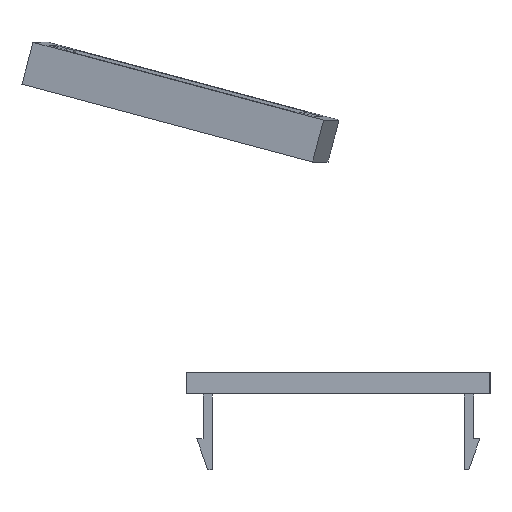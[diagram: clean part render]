
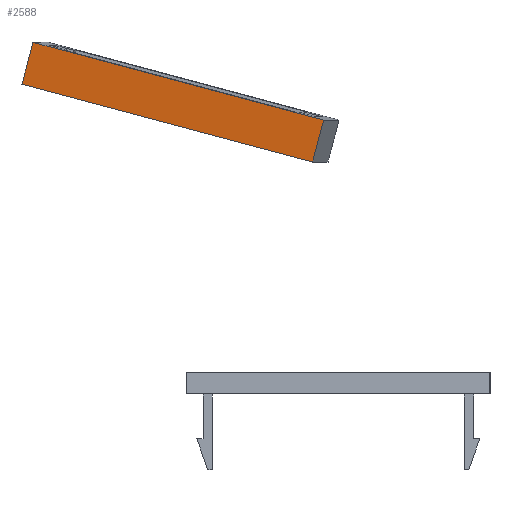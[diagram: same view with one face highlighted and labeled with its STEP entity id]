
A CAD part, left-side view. The second image highlights one B-rep face of the part: STEP entity #2588.
In plain terms, the highlighted planar face has unit normal (-0.989, 0.151, 0).
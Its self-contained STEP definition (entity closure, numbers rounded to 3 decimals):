
#2030 = EDGE_CURVE('',#2031,#2033,#2035,.T.);
#2031 = VERTEX_POINT('',#2032);
#2032 = CARTESIAN_POINT('',(-89.124,4.147,
    37.383));
#2033 = VERTEX_POINT('',#2034);
#2034 = CARTESIAN_POINT('',(-81.975,50.977,
    49.909));
#2035 = SURFACE_CURVE('',#2036,(#2040,#2052),.PCURVE_S1.);
#2036 = LINE('',#2037,#2038);
#2037 = CARTESIAN_POINT('',(-89.124,4.147,
    37.383));
#2038 = VECTOR('',#2039,1.);
#2039 = DIRECTION('',(0.146,0.956,0.256));
#2040 = PCURVE('',#2041,#2046);
#2041 = PLANE('',#2042);
#2042 = AXIS2_PLACEMENT_3D('',#2043,#2044,#2045);
#2043 = CARTESIAN_POINT('',(-89.124,4.147,
    37.383));
#2044 = DIRECTION('',(-0.039,-0.253,0.967
    ));
#2045 = DIRECTION('',(0.989,-0.151,0.));
#2046 = DEFINITIONAL_REPRESENTATION('',(#2047),#2051);
#2047 = LINE('',#2048,#2049);
#2048 = CARTESIAN_POINT('',(0.,0.));
#2049 = VECTOR('',#2050,1.);
#2050 = DIRECTION('',(0.,1.));
#2051 = ( GEOMETRIC_REPRESENTATION_CONTEXT(2) 
PARAMETRIC_REPRESENTATION_CONTEXT() REPRESENTATION_CONTEXT('2D SPACE',''
  ) );
#2052 = PCURVE('',#2053,#2058);
#2053 = PLANE('',#2054);
#2054 = AXIS2_PLACEMENT_3D('',#2055,#2056,#2057);
#2055 = CARTESIAN_POINT('',(-89.124,4.147,
    37.383));
#2056 = DIRECTION('',(0.989,-0.151,0.));
#2057 = DIRECTION('',(-0.039,-0.253,0.967
    ));
#2058 = DEFINITIONAL_REPRESENTATION('',(#2059),#2063);
#2059 = LINE('',#2060,#2061);
#2060 = CARTESIAN_POINT('',(0.,-0.));
#2061 = VECTOR('',#2062,1.);
#2062 = DIRECTION('',(0.,-1.));
#2063 = ( GEOMETRIC_REPRESENTATION_CONTEXT(2) 
PARAMETRIC_REPRESENTATION_CONTEXT() REPRESENTATION_CONTEXT('2D SPACE',''
  ) );
#2081 = PLANE('',#2082);
#2082 = AXIS2_PLACEMENT_3D('',#2083,#2084,#2085);
#2083 = CARTESIAN_POINT('',(-89.124,4.147,
    37.383));
#2084 = DIRECTION('',(0.146,0.956,0.256));
#2085 = DIRECTION('',(-0.039,-0.253,0.967
    ));
#2135 = PLANE('',#2136);
#2136 = AXIS2_PLACEMENT_3D('',#2137,#2138,#2139);
#2137 = CARTESIAN_POINT('',(-81.975,50.977,
    49.909));
#2138 = DIRECTION('',(0.146,0.956,0.256));
#2139 = DIRECTION('',(-0.039,-0.253,0.967
    ));
#2588 = ADVANCED_FACE('',(#2589),#2053,.F.);
#2589 = FACE_BOUND('',#2590,.F.);
#2590 = EDGE_LOOP('',(#2591,#2614,#2615,#2638));
#2591 = ORIENTED_EDGE('',*,*,#2592,.F.);
#2592 = EDGE_CURVE('',#2031,#2593,#2595,.T.);
#2593 = VERTEX_POINT('',#2594);
#2594 = CARTESIAN_POINT('',(-89.394,2.379,
    44.15));
#2595 = SURFACE_CURVE('',#2596,(#2600,#2607),.PCURVE_S1.);
#2596 = LINE('',#2597,#2598);
#2597 = CARTESIAN_POINT('',(-89.124,4.147,
    37.383));
#2598 = VECTOR('',#2599,1.);
#2599 = DIRECTION('',(-0.039,-0.253,0.967
    ));
#2600 = PCURVE('',#2053,#2601);
#2601 = DEFINITIONAL_REPRESENTATION('',(#2602),#2606);
#2602 = LINE('',#2603,#2604);
#2603 = CARTESIAN_POINT('',(0.,-0.));
#2604 = VECTOR('',#2605,1.);
#2605 = DIRECTION('',(1.,0.));
#2606 = ( GEOMETRIC_REPRESENTATION_CONTEXT(2) 
PARAMETRIC_REPRESENTATION_CONTEXT() REPRESENTATION_CONTEXT('2D SPACE',''
  ) );
#2607 = PCURVE('',#2081,#2608);
#2608 = DEFINITIONAL_REPRESENTATION('',(#2609),#2613);
#2609 = LINE('',#2610,#2611);
#2610 = CARTESIAN_POINT('',(0.,0.));
#2611 = VECTOR('',#2612,1.);
#2612 = DIRECTION('',(1.,0.));
#2613 = ( GEOMETRIC_REPRESENTATION_CONTEXT(2) 
PARAMETRIC_REPRESENTATION_CONTEXT() REPRESENTATION_CONTEXT('2D SPACE',''
  ) );
#2614 = ORIENTED_EDGE('',*,*,#2030,.T.);
#2615 = ORIENTED_EDGE('',*,*,#2616,.T.);
#2616 = EDGE_CURVE('',#2033,#2617,#2619,.T.);
#2617 = VERTEX_POINT('',#2618);
#2618 = CARTESIAN_POINT('',(-82.245,49.208,
    56.676));
#2619 = SURFACE_CURVE('',#2620,(#2624,#2631),.PCURVE_S1.);
#2620 = LINE('',#2621,#2622);
#2621 = CARTESIAN_POINT('',(-81.975,50.977,
    49.909));
#2622 = VECTOR('',#2623,1.);
#2623 = DIRECTION('',(-0.039,-0.253,0.967
    ));
#2624 = PCURVE('',#2053,#2625);
#2625 = DEFINITIONAL_REPRESENTATION('',(#2626),#2630);
#2626 = LINE('',#2627,#2628);
#2627 = CARTESIAN_POINT('',(0.,-49.));
#2628 = VECTOR('',#2629,1.);
#2629 = DIRECTION('',(1.,0.));
#2630 = ( GEOMETRIC_REPRESENTATION_CONTEXT(2) 
PARAMETRIC_REPRESENTATION_CONTEXT() REPRESENTATION_CONTEXT('2D SPACE',''
  ) );
#2631 = PCURVE('',#2135,#2632);
#2632 = DEFINITIONAL_REPRESENTATION('',(#2633),#2637);
#2633 = LINE('',#2634,#2635);
#2634 = CARTESIAN_POINT('',(0.,0.));
#2635 = VECTOR('',#2636,1.);
#2636 = DIRECTION('',(1.,0.));
#2637 = ( GEOMETRIC_REPRESENTATION_CONTEXT(2) 
PARAMETRIC_REPRESENTATION_CONTEXT() REPRESENTATION_CONTEXT('2D SPACE',''
  ) );
#2638 = ORIENTED_EDGE('',*,*,#2639,.F.);
#2639 = EDGE_CURVE('',#2593,#2617,#2640,.T.);
#2640 = SURFACE_CURVE('',#2641,(#2645,#2652),.PCURVE_S1.);
#2641 = LINE('',#2642,#2643);
#2642 = CARTESIAN_POINT('',(-89.394,2.379,
    44.15));
#2643 = VECTOR('',#2644,1.);
#2644 = DIRECTION('',(0.146,0.956,0.256));
#2645 = PCURVE('',#2053,#2646);
#2646 = DEFINITIONAL_REPRESENTATION('',(#2647),#2651);
#2647 = LINE('',#2648,#2649);
#2648 = CARTESIAN_POINT('',(7.,0.));
#2649 = VECTOR('',#2650,1.);
#2650 = DIRECTION('',(0.,-1.));
#2651 = ( GEOMETRIC_REPRESENTATION_CONTEXT(2) 
PARAMETRIC_REPRESENTATION_CONTEXT() REPRESENTATION_CONTEXT('2D SPACE',''
  ) );
#2652 = PCURVE('',#2653,#2658);
#2653 = PLANE('',#2654);
#2654 = AXIS2_PLACEMENT_3D('',#2655,#2656,#2657);
#2655 = CARTESIAN_POINT('',(-89.394,2.379,
    44.15));
#2656 = DIRECTION('',(-0.039,-0.253,0.967
    ));
#2657 = DIRECTION('',(0.989,-0.151,0.));
#2658 = DEFINITIONAL_REPRESENTATION('',(#2659),#2663);
#2659 = LINE('',#2660,#2661);
#2660 = CARTESIAN_POINT('',(0.,0.));
#2661 = VECTOR('',#2662,1.);
#2662 = DIRECTION('',(0.,1.));
#2663 = ( GEOMETRIC_REPRESENTATION_CONTEXT(2) 
PARAMETRIC_REPRESENTATION_CONTEXT() REPRESENTATION_CONTEXT('2D SPACE',''
  ) );
